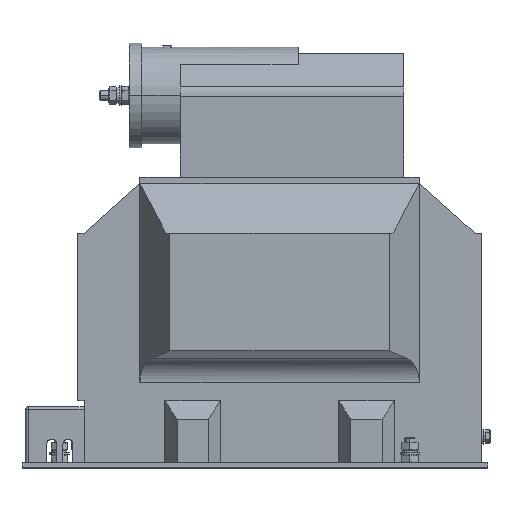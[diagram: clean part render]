
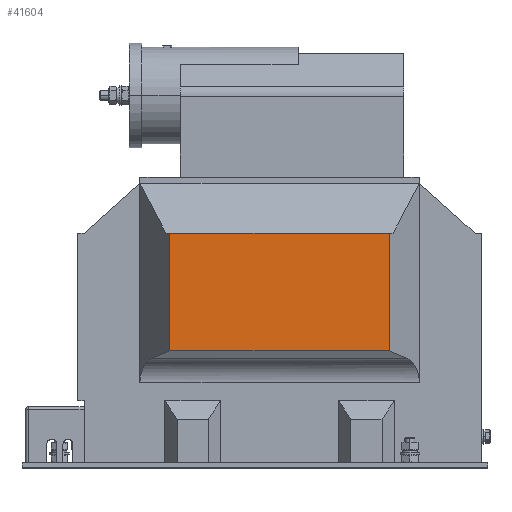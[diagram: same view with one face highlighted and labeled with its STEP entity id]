
A CAD part, top view. The second image highlights one B-rep face of the part: STEP entity #41604.
In plain terms, the highlighted planar face has unit normal (0, 0, 1).
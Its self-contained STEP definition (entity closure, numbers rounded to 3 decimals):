
#568 = DIRECTION ( 'NONE',  ( -1., 0., 0. ) ) ;
#1748 = VERTEX_POINT ( 'NONE', #22540 ) ;
#2115 = ORIENTED_EDGE ( 'NONE', *, *, #30290, .F. ) ;
#2713 = CARTESIAN_POINT ( 'NONE',  ( 220.894, 77.048, 428.574 ) ) ;
#6666 = VERTEX_POINT ( 'NONE', #43015 ) ;
#7454 = VECTOR ( 'NONE', #22781, 1000. ) ;
#7688 = DIRECTION ( 'NONE',  ( 1., 0., 0. ) ) ;
#7932 = VECTOR ( 'NONE', #568, 1000. ) ;
#8239 = CARTESIAN_POINT ( 'NONE',  ( 43.894, 154.048, 428.574 ) ) ;
#8460 = CARTESIAN_POINT ( 'NONE',  ( 43.894, 77.048, 428.574 ) ) ;
#8608 = CARTESIAN_POINT ( 'NONE',  ( 299.894, 154.048, 428.574 ) ) ;
#10441 = EDGE_CURVE ( 'NONE', #1748, #39573, #18506, .T. ) ;
#15069 = VECTOR ( 'NONE', #17109, 1000. ) ;
#15714 = EDGE_CURVE ( 'NONE', #6666, #1748, #34844, .T. ) ;
#15756 = VECTOR ( 'NONE', #22940, 1000. ) ;
#17109 = DIRECTION ( 'NONE',  ( 0., 1., 0. ) ) ;
#18029 = FACE_OUTER_BOUND ( 'NONE', #22931, .T. ) ;
#18506 = LINE ( 'NONE', #32743, #7932 ) ;
#20319 = VERTEX_POINT ( 'NONE', #8239 ) ;
#22540 = CARTESIAN_POINT ( 'NONE',  ( 220.894, 249.048, 428.574 ) ) ;
#22781 = DIRECTION ( 'NONE',  ( 0., 1., 0. ) ) ;
#22931 = EDGE_LOOP ( 'NONE', ( #37139, #2115, #33502, #23543 ) ) ;
#22940 = DIRECTION ( 'NONE',  ( -1., 0., 0. ) ) ;
#23543 = ORIENTED_EDGE ( 'NONE', *, *, #15714, .T. ) ;
#25519 = CARTESIAN_POINT ( 'NONE',  ( 43.894, 77.048, 428.574 ) ) ;
#26840 = EDGE_CURVE ( 'NONE', #6666, #20319, #40693, .T. ) ;
#30290 = EDGE_CURVE ( 'NONE', #20319, #39573, #40534, .T. ) ;
#32272 = PLANE ( 'NONE',  #38577 ) ;
#32743 = CARTESIAN_POINT ( 'NONE',  ( 299.894, 249.048, 428.574 ) ) ;
#33502 = ORIENTED_EDGE ( 'NONE', *, *, #26840, .F. ) ;
#34844 = LINE ( 'NONE', #2713, #15069 ) ;
#37139 = ORIENTED_EDGE ( 'NONE', *, *, #10441, .T. ) ;
#38577 = AXIS2_PLACEMENT_3D ( 'NONE', #25519, #39775, #7688 ) ;
#39573 = VERTEX_POINT ( 'NONE', #42196 ) ;
#39775 = DIRECTION ( 'NONE',  ( 0., 0., 1. ) ) ;
#40534 = LINE ( 'NONE', #8460, #7454 ) ;
#40693 = LINE ( 'NONE', #8608, #15756 ) ;
#41604 = ADVANCED_FACE ( 'NONE', ( #18029 ), #32272, .T. ) ;
#42196 = CARTESIAN_POINT ( 'NONE',  ( 43.894, 249.048, 428.574 ) ) ;
#43015 = CARTESIAN_POINT ( 'NONE',  ( 220.894, 154.048, 428.574 ) ) ;
